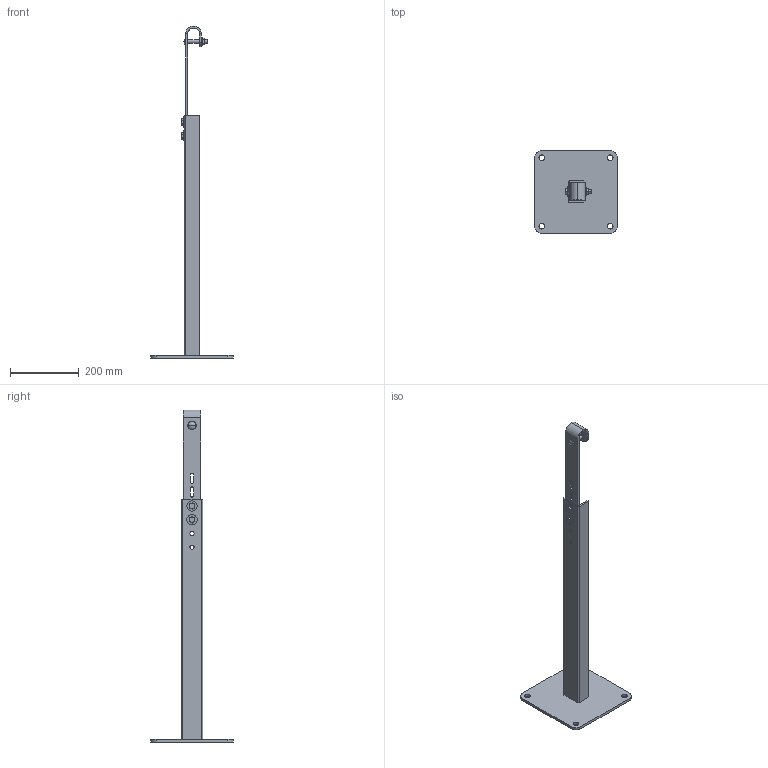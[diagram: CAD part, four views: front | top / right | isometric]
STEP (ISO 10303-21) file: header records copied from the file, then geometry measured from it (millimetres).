
FILE_DESCRIPTION (( 'STEP AP214' ), '1' );
FILE_NAME ('0528441500.STEP', '2024-05-27T08:38:12', ( '' ), ( '' ), 'SwSTEP 2.0', 'SolidWorks 2022', '' );
FILE_SCHEMA (( 'AUTOMOTIVE_DESIGN' ));
Length unit declared in the file: millimetre
Products named in the file (1): 0528441500
Bounding box: 240 x 240 x 968 mm (x, y, z)
Volume: 991591.8 mm3; surface area: 389518.6 mm2
Topology: 14 solids, 14 shells, 258 faces, 586 edges, 361 vertices
Faces by surface type: plane 100, cylinder 80, cone 72, torus 4, sphere 2
Entity records: 10613 total; most frequent: CARTESIAN_POINT 1746, DIRECTION 1246, ORIENTED_EDGE 1172, EDGE_CURVE 586, AXIS2_PLACEMENT_3D 501, VERTEX_POINT 361, EDGE_LOOP 307, UNCERTAINTY_MEASURE_WITH_UNIT 274
